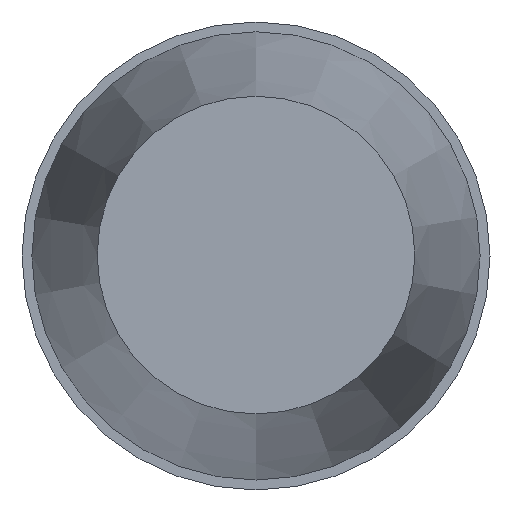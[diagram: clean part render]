
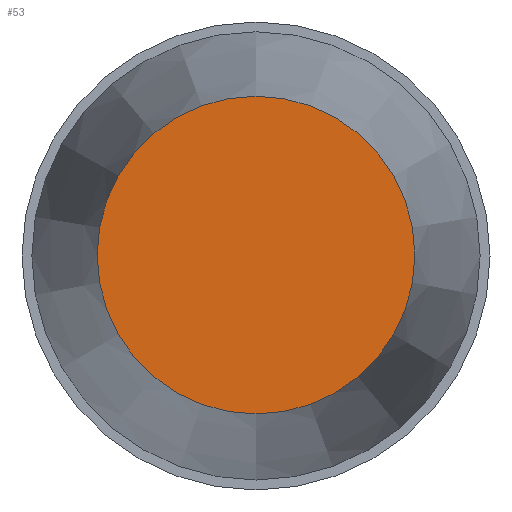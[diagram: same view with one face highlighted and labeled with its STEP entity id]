
A CAD part, top view. The second image highlights one B-rep face of the part: STEP entity #53.
In plain terms, the highlighted planar face has unit normal (0, 0, 1).
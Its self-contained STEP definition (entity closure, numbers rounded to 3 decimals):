
#53=ADVANCED_FACE('',(#68),#63,.F.);
#63=PLANE('',#155);
#68=FACE_OUTER_BOUND('',#70,.T.);
#70=EDGE_LOOP('',(#88));
#88=ORIENTED_EDGE('',*,*,#115,.F.);
#106=VERTEX_POINT('',#224);
#115=EDGE_CURVE('',#106,#106,#124,.T.);
#124=CIRCLE('',#154,8.86);
#154=AXIS2_PLACEMENT_3D('',#223,#181,#182);
#155=AXIS2_PLACEMENT_3D('',#225,#183,#184);
#181=DIRECTION('',(0.,0.,-1.));
#182=DIRECTION('',(0.,1.,0.));
#183=DIRECTION('',(0.,0.,-1.));
#184=DIRECTION('',(0.,1.,0.));
#223=CARTESIAN_POINT('',(0.,0.,25.9));
#224=CARTESIAN_POINT('',(0.,8.86,25.9));
#225=CARTESIAN_POINT('',(0.,0.,25.9));
